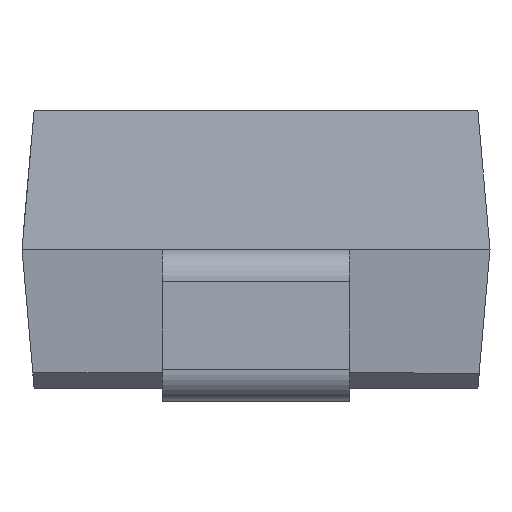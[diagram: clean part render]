
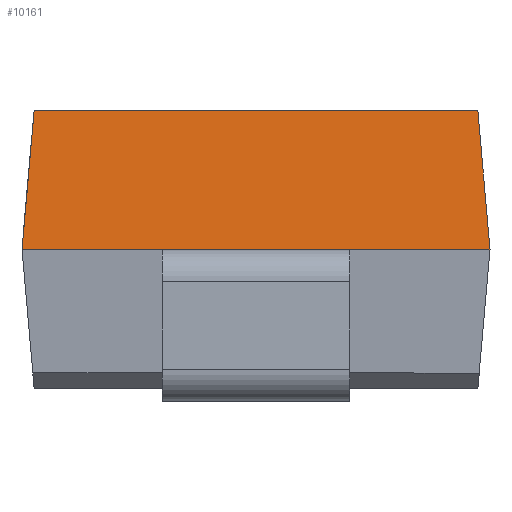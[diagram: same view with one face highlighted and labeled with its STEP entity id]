
A CAD part, left-side view. The second image highlights one B-rep face of the part: STEP entity #10161.
In plain terms, the highlighted planar face has unit normal (-0.996, 0, 0.087).
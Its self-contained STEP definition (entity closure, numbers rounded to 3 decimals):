
#144 = ORIENTED_EDGE ( 'NONE', *, *, #11945, .T. ) ;
#157 = ORIENTED_EDGE ( 'NONE', *, *, #16077, .T. ) ;
#598 = EDGE_CURVE ( 'NONE', #11760, #9157, #1938, .T. ) ;
#843 = DIRECTION ( 'NONE',  ( -0.087, -0.087, -0.992 ) ) ;
#1938 = LINE ( 'NONE', #7311, #9908 ) ;
#2063 = EDGE_CURVE ( 'NONE', #10479, #15238, #15816, .T. ) ;
#2375 = ORIENTED_EDGE ( 'NONE', *, *, #598, .T. ) ;
#2621 = VECTOR ( 'NONE', #5073, 1000. ) ;
#3263 = CARTESIAN_POINT ( 'NONE',  ( -2.15, 1.81, 0. ) ) ;
#3463 = VECTOR ( 'NONE', #12235, 1000. ) ;
#4115 = CARTESIAN_POINT ( 'NONE',  ( -2.15, 0.725, 0. ) ) ;
#4370 = CARTESIAN_POINT ( 'NONE',  ( -2.15, 1.81, 0. ) ) ;
#4785 = LINE ( 'NONE', #12928, #13179 ) ;
#5073 = DIRECTION ( 'NONE',  ( 0., -1., 0. ) ) ;
#5149 = CARTESIAN_POINT ( 'NONE',  ( -2.15, -0.725, 0. ) ) ;
#5305 = AXIS2_PLACEMENT_3D ( 'NONE', #5443, #16921, #16999 ) ;
#5443 = CARTESIAN_POINT ( 'NONE',  ( -2.15, 1.81, 0. ) ) ;
#5992 = DIRECTION ( 'NONE',  ( 0., -1., 0. ) ) ;
#6289 = EDGE_LOOP ( 'NONE', ( #9048, #157, #2375, #12355, #9868, #144 ) ) ;
#6554 = VERTEX_POINT ( 'NONE', #4115 ) ;
#6678 = PLANE ( 'NONE',  #5305 ) ;
#7065 = CARTESIAN_POINT ( 'NONE',  ( -2.056, 1.716, 1.075 ) ) ;
#7111 = LINE ( 'NONE', #13438, #3463 ) ;
#7311 = CARTESIAN_POINT ( 'NONE',  ( -2.15, 1.81, 0. ) ) ;
#7565 = CARTESIAN_POINT ( 'NONE',  ( -2.15, 1.81, 0. ) ) ;
#8606 = DIRECTION ( 'NONE',  ( 0., -1., 0. ) ) ;
#9048 = ORIENTED_EDGE ( 'NONE', *, *, #13935, .T. ) ;
#9063 = VERTEX_POINT ( 'NONE', #4370 ) ;
#9119 = CARTESIAN_POINT ( 'NONE',  ( -2.15, -1.81, 0. ) ) ;
#9157 = VERTEX_POINT ( 'NONE', #9119 ) ;
#9868 = ORIENTED_EDGE ( 'NONE', *, *, #2063, .F. ) ;
#9908 = VECTOR ( 'NONE', #5992, 1000. ) ;
#10161 = ADVANCED_FACE ( 'NONE', ( #12153 ), #6678, .T. ) ;
#10479 = VERTEX_POINT ( 'NONE', #7065 ) ;
#11276 = CARTESIAN_POINT ( 'NONE',  ( -2.056, -1.716, 1.075 ) ) ;
#11760 = VERTEX_POINT ( 'NONE', #5149 ) ;
#11881 = CARTESIAN_POINT ( 'NONE',  ( -2.056, 1.81, 1.075 ) ) ;
#11945 = EDGE_CURVE ( 'NONE', #10479, #9063, #7111, .T. ) ;
#11970 = DIRECTION ( 'NONE',  ( 0., -1., 0. ) ) ;
#12052 = VECTOR ( 'NONE', #11970, 1000. ) ;
#12153 = FACE_OUTER_BOUND ( 'NONE', #6289, .T. ) ;
#12235 = DIRECTION ( 'NONE',  ( -0.087, 0.087, -0.992 ) ) ;
#12355 = ORIENTED_EDGE ( 'NONE', *, *, #13076, .F. ) ;
#12928 = CARTESIAN_POINT ( 'NONE',  ( -2.15, -1.81, 0. ) ) ;
#13076 = EDGE_CURVE ( 'NONE', #15238, #9157, #4785, .T. ) ;
#13179 = VECTOR ( 'NONE', #843, 1000. ) ;
#13283 = LINE ( 'NONE', #7565, #12052 ) ;
#13438 = CARTESIAN_POINT ( 'NONE',  ( -2.15, 1.81, 0. ) ) ;
#13935 = EDGE_CURVE ( 'NONE', #9063, #6554, #13283, .T. ) ;
#15238 = VERTEX_POINT ( 'NONE', #11276 ) ;
#15311 = LINE ( 'NONE', #3263, #15978 ) ;
#15816 = LINE ( 'NONE', #11881, #2621 ) ;
#15978 = VECTOR ( 'NONE', #8606, 1000. ) ;
#16077 = EDGE_CURVE ( 'NONE', #6554, #11760, #15311, .T. ) ;
#16921 = DIRECTION ( 'NONE',  ( -0.996, 0., 0.087 ) ) ;
#16999 = DIRECTION ( 'NONE',  ( 0.087, 0., 0.996 ) ) ;
